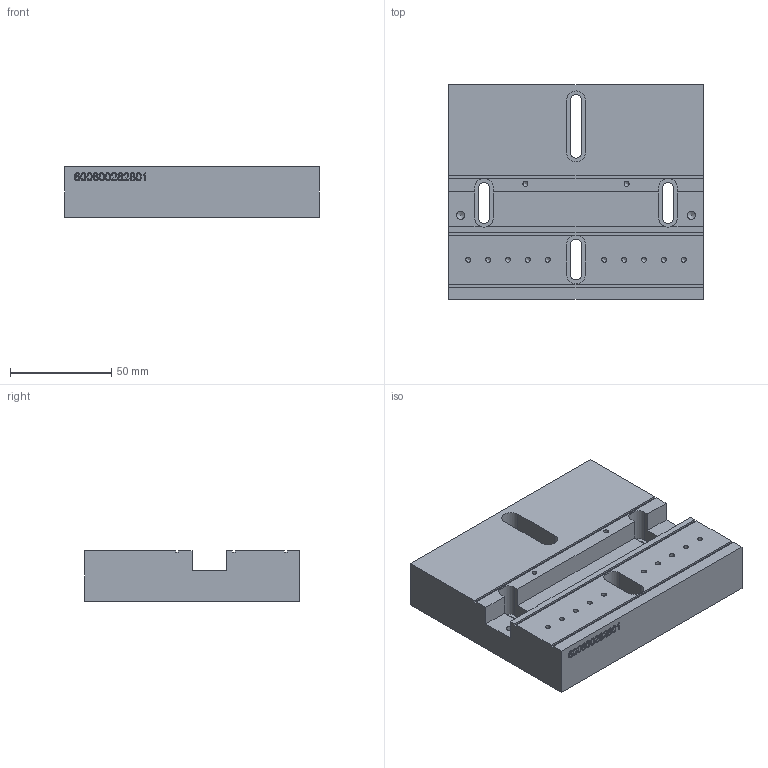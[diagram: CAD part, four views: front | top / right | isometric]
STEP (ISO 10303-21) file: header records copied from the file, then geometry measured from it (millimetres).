
FILE_DESCRIPTION(/* description */ ('Unknown'),/* implementation_level */ '2;1');
FILE_NAME(/* name */ '600600282801',/* time_stamp */ '2025-07-30T09:12:31+02:00',/* author */ ('Unknown'),/* organization */ ('Unknown'),/* preprocessor_version */ 'ST-DEVELOPER v19.4',/* originating_system */ 'Solid Edge',/* authorisation */ 'Unknown');
FILE_SCHEMA (('AUTOMOTIVE_DESIGN {1 0 10303 214 3 1 1}'));
Length unit declared in the file: millimetre
Products named in the file (1): 600600282801
Bounding box: 126 x 106 x 25 mm (x, y, z)
Volume: 294683.4 mm3; surface area: 46833.4 mm2
Topology: 1 solids, 1 shells, 160 faces, 399 edges, 266 vertices
Faces by surface type: plane 86, cylinder 30, bspline 30, cone 14
Full cylindrical faces by diameter (mm): 2.459 x12, 4.134 x2
Entity records: 7851 total; most frequent: CARTESIAN_POINT 3390, ORIENTED_EDGE 654, DIRECTION 563, EDGE_CURVE 327, VERTEX_POINT 252, FACE_BOUND 251, EDGE_LOOP 237, AXIS2_PLACEMENT_3D 195
